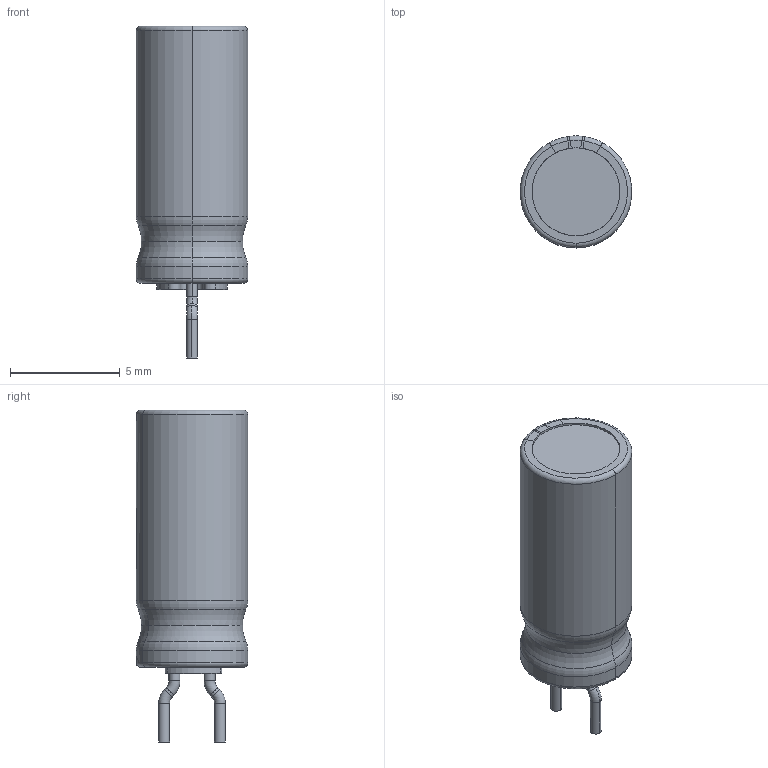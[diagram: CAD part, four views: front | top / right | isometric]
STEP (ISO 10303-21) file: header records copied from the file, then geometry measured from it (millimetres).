
FILE_DESCRIPTION(('FreeCAD Model'),'2;1');
FILE_NAME('cap_elco_R100_D200_H460.step', '2017-01-31T00:31:30',('Author'),(''), 'Open CASCADE STEP processor 6.8','FreeCAD','Unknown');
FILE_SCHEMA(('AUTOMOTIVE_DESIGN_CC2 { 1 2 10303 214 -1 1 5 4 }'));
Length unit declared in the file: millimetre
Products named in the file (2): ASSEMBLY; cap_elco_R100_D200_H460
Assembly tree (1 placements, depth 2):
  ASSEMBLY
    cap_elco_R100_D200_H460
Bounding box: 5.06 x 5.08 x 15.1 mm (x, y, z)
Volume: 233.2 mm3; surface area: 242.2 mm2
Topology: 1 solids, 1 shells, 124 faces, 290 edges, 173 vertices
Faces by surface type: torus 56, cylinder 47, plane 21
Entity records: 18644 total; most frequent: CARTESIAN_POINT 12569, DIRECTION 825, ORIENTED_EDGE 580, PCURVE 580, DEFINITIONAL_REPRESENTATION 580, B_SPLINE_CURVE_WITH_KNOTS 480, AXIS2_PLACEMENT_3D 327, EDGE_CURVE 290
